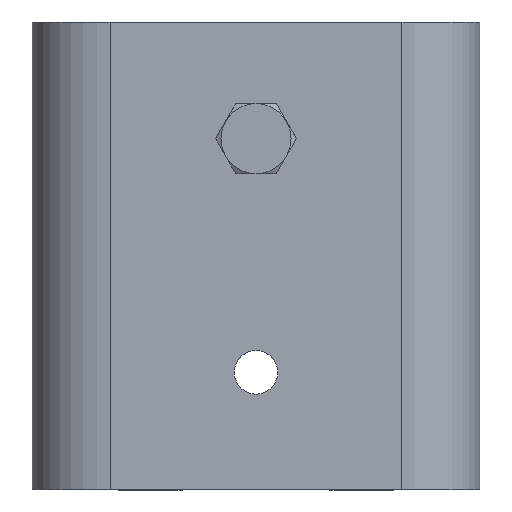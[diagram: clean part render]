
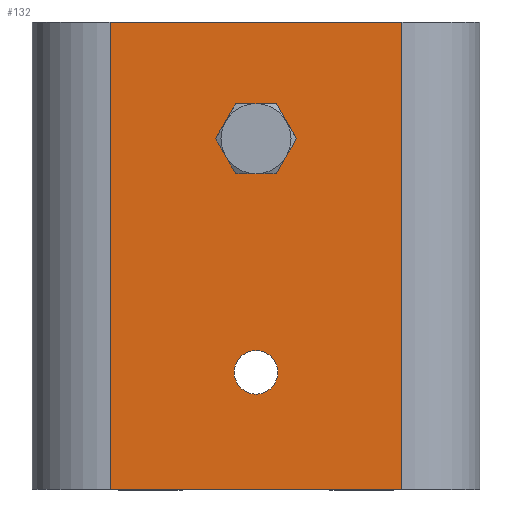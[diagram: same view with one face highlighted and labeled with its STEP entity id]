
A CAD part, top view. The second image highlights one B-rep face of the part: STEP entity #132.
In plain terms, the highlighted face is planar.
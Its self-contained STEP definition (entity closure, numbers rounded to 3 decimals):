
#132=ADVANCED_FACE('',(#283,#284,#285),#286,.T.);
#283=FACE_OUTER_BOUND('',#489,.T.);
#284=FACE_BOUND('',#490,.T.);
#285=FACE_BOUND('',#491,.T.);
#286=PLANE('',#492);
#489=EDGE_LOOP('',(#688,#689,#690,#691));
#490=EDGE_LOOP('',(#692));
#491=EDGE_LOOP('',(#693));
#492=AXIS2_PLACEMENT_3D('',#694,#695,#696);
#688=ORIENTED_EDGE('',*,*,#1174,.F.);
#689=ORIENTED_EDGE('',*,*,#1172,.F.);
#690=ORIENTED_EDGE('',*,*,#1175,.T.);
#691=ORIENTED_EDGE('',*,*,#1176,.T.);
#692=ORIENTED_EDGE('',*,*,#1177,.F.);
#693=ORIENTED_EDGE('',*,*,#1178,.F.);
#694=CARTESIAN_POINT('',(-37.5,132.5,-120.));
#695=DIRECTION('',(0.,1.,0.));
#696=DIRECTION('',(1.,0.,0.));
#1172=EDGE_CURVE('',#1362,#1358,#1364,.T.);
#1174=EDGE_CURVE('',#1358,#1366,#1367,.T.);
#1175=EDGE_CURVE('',#1362,#1368,#1369,.T.);
#1176=EDGE_CURVE('',#1368,#1366,#1370,.T.);
#1177=EDGE_CURVE('',#1371,#1371,#1372,.T.);
#1178=EDGE_CURVE('',#1373,#1373,#1374,.T.);
#1358=VERTEX_POINT('',#1638);
#1362=VERTEX_POINT('',#1643);
#1364=LINE('',#1645,#1646);
#1366=VERTEX_POINT('',#1648);
#1367=LINE('',#1649,#1650);
#1368=VERTEX_POINT('',#1651);
#1369=LINE('',#1652,#1653);
#1370=LINE('',#1654,#1655);
#1371=VERTEX_POINT('',#1656);
#1372=CIRCLE('',#1657,5.65);
#1373=VERTEX_POINT('',#1658);
#1374=CIRCLE('',#1659,5.6);
#1638=CARTESIAN_POINT('',(37.5,132.5,0.));
#1643=CARTESIAN_POINT('',(37.5,132.5,-120.));
#1645=CARTESIAN_POINT('',(37.5,132.5,-120.));
#1646=VECTOR('',#2071,1.);
#1648=CARTESIAN_POINT('',(-37.5,132.5,0.));
#1649=CARTESIAN_POINT('',(-37.5,132.5,0.));
#1650=VECTOR('',#2072,1.);
#1651=CARTESIAN_POINT('',(-37.5,132.5,-120.));
#1652=CARTESIAN_POINT('',(-37.5,132.5,-120.));
#1653=VECTOR('',#2073,1.);
#1654=CARTESIAN_POINT('',(-37.5,132.5,-120.));
#1655=VECTOR('',#2074,1.);
#1656=CARTESIAN_POINT('',(0.,132.5,-84.35));
#1657=AXIS2_PLACEMENT_3D('',#2075,#2076,#2077);
#1658=CARTESIAN_POINT('',(0.,132.5,-24.4));
#1659=AXIS2_PLACEMENT_3D('',#2078,#2079,#2080);
#2071=DIRECTION('',(0.,0.,1.));
#2072=DIRECTION('',(-1.,0.,0.));
#2073=DIRECTION('',(-1.,0.,0.));
#2074=DIRECTION('',(0.,0.,1.));
#2075=CARTESIAN_POINT('',(0.,132.5,-90.));
#2076=DIRECTION('',(0.,1.,0.));
#2077=DIRECTION('',(0.,0.,1.));
#2078=CARTESIAN_POINT('',(0.,132.5,-30.));
#2079=DIRECTION('',(0.,1.,0.));
#2080=DIRECTION('',(0.,0.,1.));
